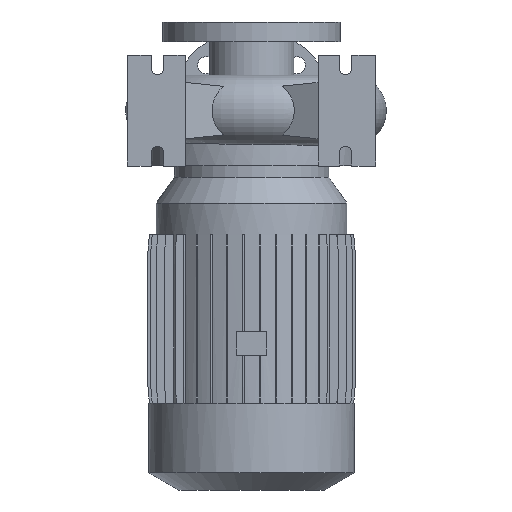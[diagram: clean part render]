
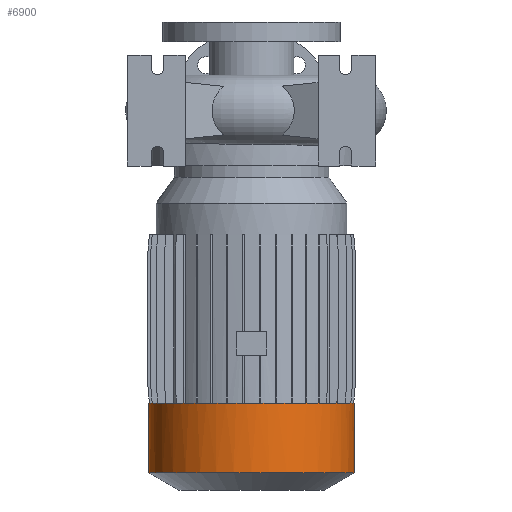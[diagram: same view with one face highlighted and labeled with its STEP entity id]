
A CAD part, front view. The second image highlights one B-rep face of the part: STEP entity #6900.
In plain terms, the highlighted cylindrical face has radius 116 mm (diameter 232 mm), a partial arc.
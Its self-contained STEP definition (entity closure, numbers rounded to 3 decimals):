
#287 = DIRECTION ( 'NONE',  ( 1., 0., 0. ) ) ;
#1272 = CARTESIAN_POINT ( 'NONE',  ( -116., 0., -408.4 ) ) ;
#1427 = CYLINDRICAL_SURFACE ( 'NONE', #12482, 116. ) ;
#1572 = DIRECTION ( 'NONE',  ( 1., 0., 0. ) ) ;
#1682 = CARTESIAN_POINT ( 'NONE',  ( -116., 0., 100. ) ) ;
#1934 = LINE ( 'NONE', #5188, #13378 ) ;
#2131 = VECTOR ( 'NONE', #5078, 1000. ) ;
#2136 = EDGE_CURVE ( 'NONE', #5654, #4687, #5249, .T. ) ;
#2171 = DIRECTION ( 'NONE',  ( 0., 0., 1. ) ) ;
#2945 = CARTESIAN_POINT ( 'NONE',  ( 116., 0., -330. ) ) ;
#3698 = EDGE_CURVE ( 'NONE', #5311, #10933, #11278, .T. ) ;
#4509 = AXIS2_PLACEMENT_3D ( 'NONE', #9208, #9425, #287 ) ;
#4687 = VERTEX_POINT ( 'NONE', #9588 ) ;
#5078 = DIRECTION ( 'NONE',  ( 0., 0., 1. ) ) ;
#5188 = CARTESIAN_POINT ( 'NONE',  ( 116., 0., 100. ) ) ;
#5249 = CIRCLE ( 'NONE', #13389, 116. ) ;
#5311 = VERTEX_POINT ( 'NONE', #13564 ) ;
#5361 = CARTESIAN_POINT ( 'NONE',  ( 0., 0., -408.4 ) ) ;
#5430 = EDGE_CURVE ( 'NONE', #4687, #10933, #1934, .T. ) ;
#5543 = ORIENTED_EDGE ( 'NONE', *, *, #5430, .T. ) ;
#5654 = VERTEX_POINT ( 'NONE', #1272 ) ;
#5911 = CARTESIAN_POINT ( 'NONE',  ( 0., 0., 100. ) ) ;
#6900 = ADVANCED_FACE ( 'NONE', ( #11373 ), #1427, .T. ) ;
#7260 = LINE ( 'NONE', #1682, #2131 ) ;
#7265 = DIRECTION ( 'NONE',  ( 1., 0., 0. ) ) ;
#9208 = CARTESIAN_POINT ( 'NONE',  ( 0., 0., -330. ) ) ;
#9425 = DIRECTION ( 'NONE',  ( 0., 0., 1. ) ) ;
#9588 = CARTESIAN_POINT ( 'NONE',  ( 116., 0., -408.4 ) ) ;
#9622 = DIRECTION ( 'NONE',  ( 0., 0., 1. ) ) ;
#10268 = ORIENTED_EDGE ( 'NONE', *, *, #3698, .F. ) ;
#10933 = VERTEX_POINT ( 'NONE', #2945 ) ;
#11278 = CIRCLE ( 'NONE', #4509, 116. ) ;
#11373 = FACE_OUTER_BOUND ( 'NONE', #11924, .T. ) ;
#11924 = EDGE_LOOP ( 'NONE', ( #12371, #12517, #5543, #10268 ) ) ;
#12371 = ORIENTED_EDGE ( 'NONE', *, *, #13544, .F. ) ;
#12482 = AXIS2_PLACEMENT_3D ( 'NONE', #5911, #2171, #1572 ) ;
#12517 = ORIENTED_EDGE ( 'NONE', *, *, #2136, .T. ) ;
#13378 = VECTOR ( 'NONE', #9622, 1000. ) ;
#13389 = AXIS2_PLACEMENT_3D ( 'NONE', #5361, #13967, #7265 ) ;
#13544 = EDGE_CURVE ( 'NONE', #5654, #5311, #7260, .T. ) ;
#13564 = CARTESIAN_POINT ( 'NONE',  ( -116., 0., -330. ) ) ;
#13967 = DIRECTION ( 'NONE',  ( 0., 0., 1. ) ) ;
